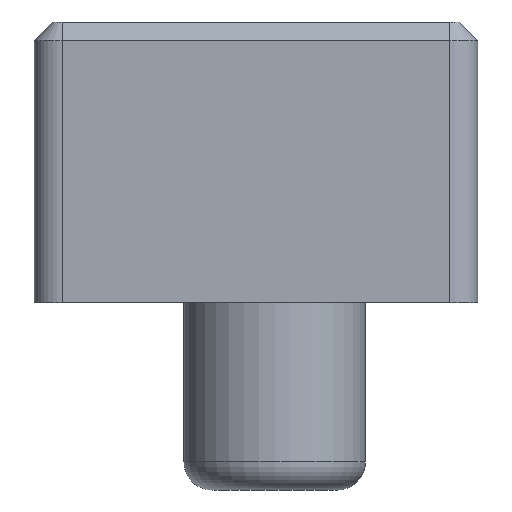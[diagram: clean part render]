
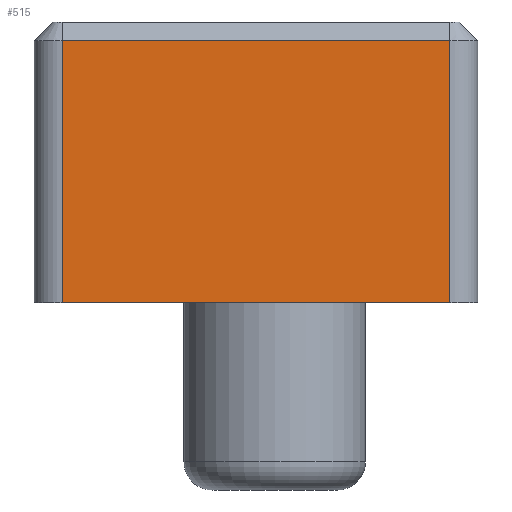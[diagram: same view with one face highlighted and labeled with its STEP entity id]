
A CAD part, front view. The second image highlights one B-rep face of the part: STEP entity #515.
In plain terms, the highlighted planar face has unit normal (0, -1, 0).
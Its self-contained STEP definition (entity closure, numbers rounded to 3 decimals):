
#163 = VERTEX_POINT('',#164);
#164 = CARTESIAN_POINT('',(-11.35,-5.,0.));
#171 = EDGE_CURVE('',#163,#172,#174,.T.);
#172 = VERTEX_POINT('',#173);
#173 = CARTESIAN_POINT('',(9.35,-5.,0.));
#174 = LINE('',#175,#176);
#175 = CARTESIAN_POINT('',(-12.85,-5.,0.));
#176 = VECTOR('',#177,1.);
#177 = DIRECTION('',(1.,0.,0.));
#224 = EDGE_CURVE('',#172,#225,#227,.T.);
#225 = VERTEX_POINT('',#226);
#226 = CARTESIAN_POINT('',(9.35,-5.,14.));
#227 = LINE('',#228,#229);
#228 = CARTESIAN_POINT('',(9.35,-5.,0.));
#229 = VECTOR('',#230,1.);
#230 = DIRECTION('',(0.,0.,1.));
#494 = EDGE_CURVE('',#495,#163,#497,.T.);
#495 = VERTEX_POINT('',#496);
#496 = CARTESIAN_POINT('',(-11.35,-5.,14.));
#497 = LINE('',#498,#499);
#498 = CARTESIAN_POINT('',(-11.35,-5.,15.));
#499 = VECTOR('',#500,1.);
#500 = DIRECTION('',(0.,0.,-1.));
#515 = ADVANCED_FACE('',(#516),#527,.F.);
#516 = FACE_BOUND('',#517,.F.);
#517 = EDGE_LOOP('',(#518,#519,#520,#521));
#518 = ORIENTED_EDGE('',*,*,#224,.F.);
#519 = ORIENTED_EDGE('',*,*,#171,.F.);
#520 = ORIENTED_EDGE('',*,*,#494,.F.);
#521 = ORIENTED_EDGE('',*,*,#522,.F.);
#522 = EDGE_CURVE('',#225,#495,#523,.T.);
#523 = LINE('',#524,#525);
#524 = CARTESIAN_POINT('',(9.35,-5.,14.));
#525 = VECTOR('',#526,1.);
#526 = DIRECTION('',(-1.,0.,0.));
#527 = PLANE('',#528);
#528 = AXIS2_PLACEMENT_3D('',#529,#530,#531);
#529 = CARTESIAN_POINT('',(-1.,-5.,7.5));
#530 = DIRECTION('',(0.,1.,0.));
#531 = DIRECTION('',(0.,0.,1.));
